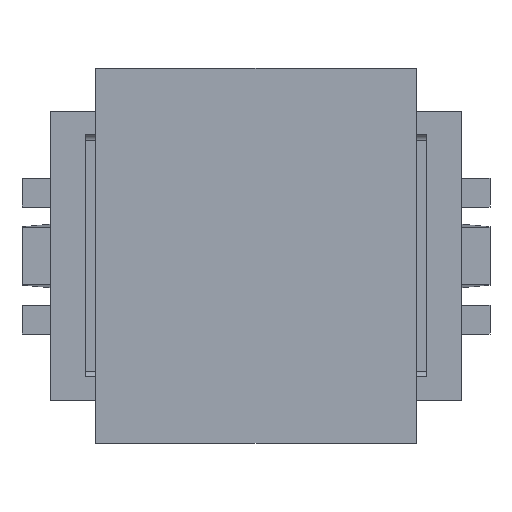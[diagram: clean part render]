
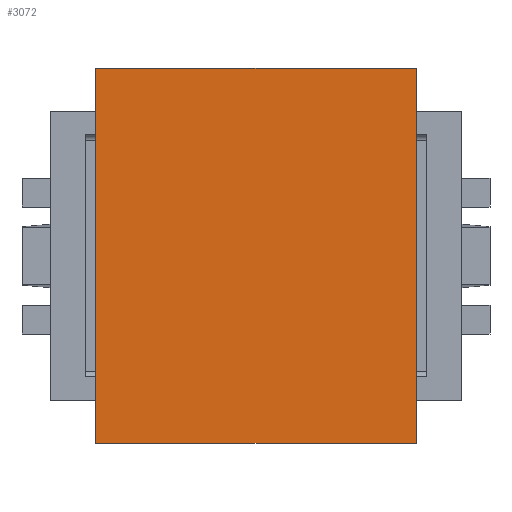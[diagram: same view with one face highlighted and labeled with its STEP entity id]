
A CAD part, top view. The second image highlights one B-rep face of the part: STEP entity #3072.
In plain terms, the highlighted planar face has unit normal (0, 0, 1).
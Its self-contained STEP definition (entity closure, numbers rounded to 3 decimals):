
#887=ORIENTED_EDGE('',*,*,#1334,.T.);
#888=ORIENTED_EDGE('',*,*,#1348,.T.);
#889=ORIENTED_EDGE('',*,*,#1364,.T.);
#890=ORIENTED_EDGE('',*,*,#1366,.T.);
#1334=EDGE_CURVE('',#1640,#1639,#2020,.T.);
#1348=EDGE_CURVE('',#1639,#1649,#2034,.T.);
#1364=EDGE_CURVE('',#1649,#1662,#2050,.T.);
#1366=EDGE_CURVE('',#1662,#1640,#2052,.T.);
#1639=VERTEX_POINT('',#4877);
#1640=VERTEX_POINT('',#4879);
#1649=VERTEX_POINT('',#4902);
#1662=VERTEX_POINT('',#4932);
#2020=LINE('',#4878,#2422);
#2034=LINE('',#4903,#2436);
#2050=LINE('',#4933,#2452);
#2052=LINE('',#4936,#2454);
#2422=VECTOR('',#4007,1000.);
#2436=VECTOR('',#4023,1000.);
#2452=VECTOR('',#4041,1000.);
#2454=VECTOR('',#4045,1000.);
#2615=EDGE_LOOP('',(#887,#888,#889,#890));
#2779=FACE_BOUND('',#2615,.T.);
#2919=PLANE('',#3297);
#3072=ADVANCED_FACE('',(#2779),#2919,.T.);
#3297=AXIS2_PLACEMENT_3D('',#4937,#4046,#4047);
#4007=DIRECTION('',(0.,-1.,0.));
#4023=DIRECTION('',(1.,0.,0.));
#4041=DIRECTION('',(0.,1.,0.));
#4045=DIRECTION('',(-1.,0.,0.));
#4046=DIRECTION('',(0.,0.,1.));
#4047=DIRECTION('',(1.,0.,0.));
#4877=CARTESIAN_POINT('',(-2.775,-3.25,0.55));
#4878=CARTESIAN_POINT('',(-2.775,3.25,0.55));
#4879=CARTESIAN_POINT('',(-2.775,3.25,0.55));
#4902=CARTESIAN_POINT('',(2.775,-3.25,0.55));
#4903=CARTESIAN_POINT('',(-2.775,-3.25,0.55));
#4932=CARTESIAN_POINT('',(2.775,3.25,0.55));
#4933=CARTESIAN_POINT('',(2.775,-3.25,0.55));
#4936=CARTESIAN_POINT('',(2.775,3.25,0.55));
#4937=CARTESIAN_POINT('',(-2.775,-3.25,0.55));
